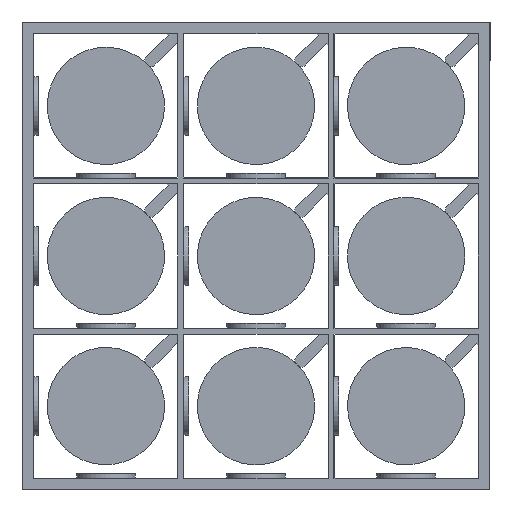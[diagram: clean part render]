
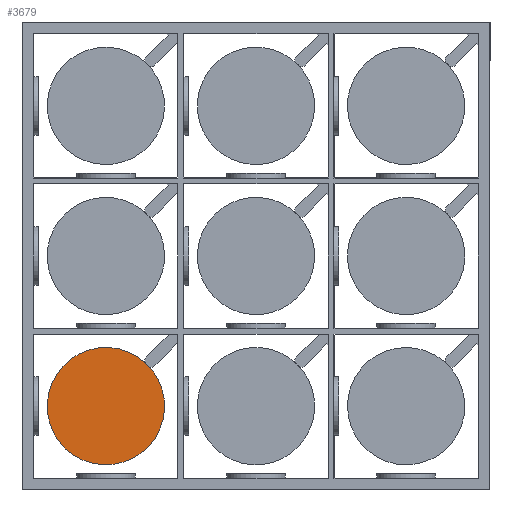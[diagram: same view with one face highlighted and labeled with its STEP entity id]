
A CAD part, left-side view. The second image highlights one B-rep face of the part: STEP entity #3679.
In plain terms, the highlighted face is planar.
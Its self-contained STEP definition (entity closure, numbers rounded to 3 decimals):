
#1106=FACE_OUTER_BOUND('',#1440,.T.);
#1440=EDGE_LOOP('',(#2870));
#1639=CIRCLE('',#4026,5.);
#1845=VERTEX_POINT('',#5849);
#2217=EDGE_CURVE('',#1845,#1845,#1639,.T.);
#2870=ORIENTED_EDGE('',*,*,#2217,.T.);
#3462=PLANE('',#4025);
#3679=ADVANCED_FACE('',(#1106),#3462,.F.);
#4025=AXIS2_PLACEMENT_3D('',#5848,#4764,#4765);
#4026=AXIS2_PLACEMENT_3D('',#5850,#4766,#4767);
#4764=DIRECTION('center_axis',(0.,1.,0.));
#4765=DIRECTION('ref_axis',(0.,0.,1.));
#4766=DIRECTION('center_axis',(0.,-1.,0.));
#4767=DIRECTION('ref_axis',(-1.,0.,0.));
#5848=CARTESIAN_POINT('Origin',(0.,-158.237,0.));
#5849=CARTESIAN_POINT('',(5.,-158.237,0.));
#5850=CARTESIAN_POINT('Origin',(0.,-158.237,0.));
